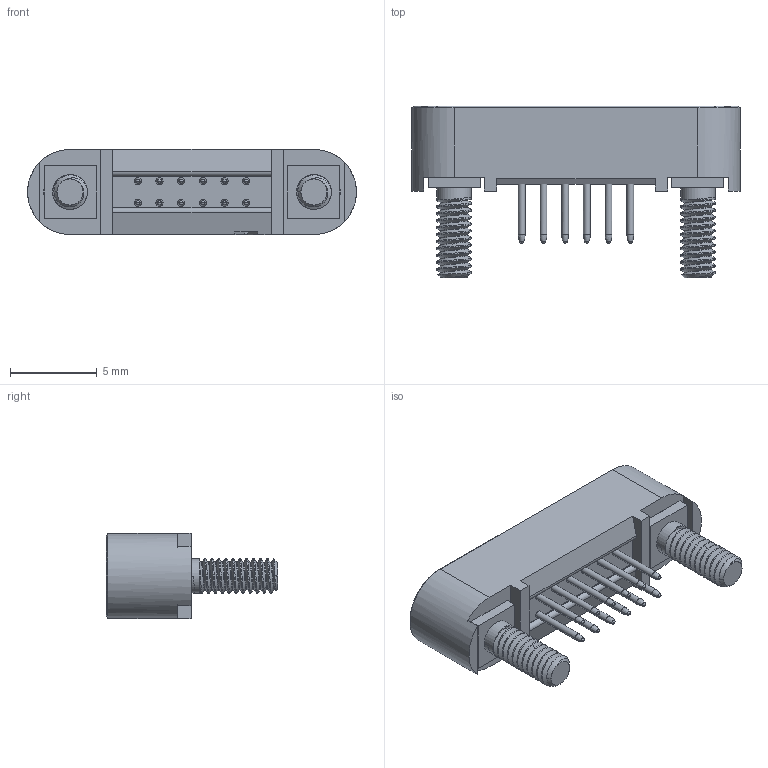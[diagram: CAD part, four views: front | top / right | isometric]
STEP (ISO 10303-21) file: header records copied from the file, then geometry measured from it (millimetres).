
FILE_DESCRIPTION((''),'2;1');
FILE_NAME('G125-MVXXX05M2P-00_ASM','2016-10-18T',('mperren'),(''),'CREO PARAMETRIC BY PTC INC, 2016050','CREO PARAMETRIC BY PTC INC, 2016050','');
FILE_SCHEMA(('CONFIG_CONTROL_DESIGN'));
Length unit declared in the file: millimetre
Products named in the file (4): G125-321XX96; G125-1030000; G125-4610000; G125-MVXXX05M2P-00_ASM
Assembly tree (15 placements, depth 2):
  G125-MVXXX05M2P-00_ASM
    G125-321XX96
    G125-1030000  x12
    G125-4610000  x2
Bounding box: 18.95 x 9.9 x 4.9 mm (x, y, z)
Volume: 296.1 mm3; surface area: 973.4 mm2
Topology: 15 solids, 19 shells, 1689 faces, 3958 edges, 2310 vertices
Faces by surface type: bspline 1002, cylinder 226, torus 216, plane 207, cone 38
Entity records: 20407 total; most frequent: CARTESIAN_POINT 10309, ORIENTED_EDGE 1656, DIRECTION 1392, PRESENTATION_STYLE_ASSIGNMENT 837, STYLED_ITEM 837, CURVE_STYLE 832, EDGE_CURVE 832, AXIS2_PLACEMENT_3D 555
